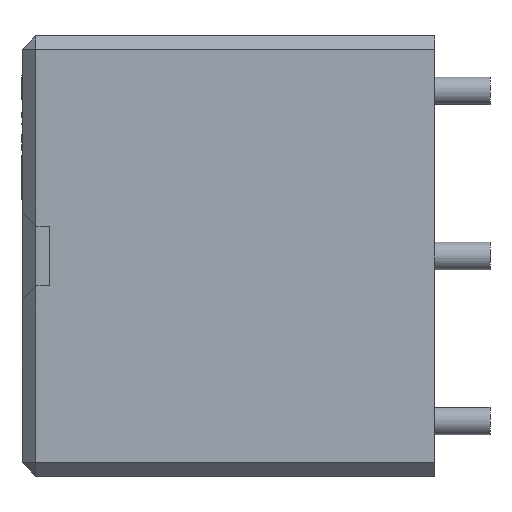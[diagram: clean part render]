
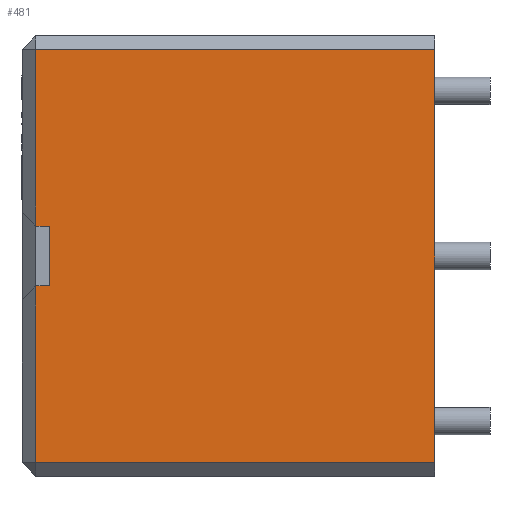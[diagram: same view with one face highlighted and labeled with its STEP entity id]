
A CAD part, left-side view. The second image highlights one B-rep face of the part: STEP entity #481.
In plain terms, the highlighted planar face has unit normal (-1, 0, 0).
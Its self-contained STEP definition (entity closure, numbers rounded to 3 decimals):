
#173 = VERTEX_POINT ( 'NONE', #1516 ) ;
#478 = ORIENTED_EDGE ( 'NONE', *, *, #548, .T. ) ;
#481 = ADVANCED_FACE ( 'NONE', ( #2871 ), #2664, .F. ) ;
#484 = EDGE_LOOP ( 'NONE', ( #478, #553, #552, #537, #545, #533, #539, #541 ) ) ;
#530 = EDGE_CURVE ( 'NONE', #532, #543, #2968, .T. ) ;
#532 = VERTEX_POINT ( 'NONE', #2982 ) ;
#533 = ORIENTED_EDGE ( 'NONE', *, *, #530, .T. ) ;
#534 = EDGE_CURVE ( 'NONE', #538, #543, #3008, .T. ) ;
#537 = ORIENTED_EDGE ( 'NONE', *, *, #775, .T. ) ;
#538 = VERTEX_POINT ( 'NONE', #3046 ) ;
#539 = ORIENTED_EDGE ( 'NONE', *, *, #534, .F. ) ;
#540 = EDGE_CURVE ( 'NONE', #546, #538, #3038, .T. ) ;
#541 = ORIENTED_EDGE ( 'NONE', *, *, #540, .F. ) ;
#543 = VERTEX_POINT ( 'NONE', #3039 ) ;
#544 = EDGE_CURVE ( 'NONE', #707, #532, #3045, .T. ) ;
#545 = ORIENTED_EDGE ( 'NONE', *, *, #544, .T. ) ;
#546 = VERTEX_POINT ( 'NONE', #3022 ) ;
#547 = EDGE_CURVE ( 'NONE', #549, #551, #3041, .T. ) ;
#548 = EDGE_CURVE ( 'NONE', #546, #549, #3089, .T. ) ;
#549 = VERTEX_POINT ( 'NONE', #3087 ) ;
#550 = EDGE_CURVE ( 'NONE', #551, #173, #3082, .T. ) ;
#551 = VERTEX_POINT ( 'NONE', #3080 ) ;
#552 = ORIENTED_EDGE ( 'NONE', *, *, #550, .T. ) ;
#553 = ORIENTED_EDGE ( 'NONE', *, *, #547, .T. ) ;
#707 = VERTEX_POINT ( 'NONE', #3546 ) ;
#775 = EDGE_CURVE ( 'NONE', #173, #707, #3713, .T. ) ;
#1516 = CARTESIAN_POINT ( 'NONE',  ( -5., 0., -13.5 ) ) ;
#2612 = CARTESIAN_POINT ( 'NONE',  ( -5., 15., 2. ) ) ;
#2619 = AXIS2_PLACEMENT_3D ( 'NONE', #2612, #2663, #2647 ) ;
#2647 = DIRECTION ( 'NONE',  ( 0., 0., -1. ) ) ;
#2663 = DIRECTION ( 'NONE',  ( 1., 0., 0. ) ) ;
#2664 = PLANE ( 'NONE',  #2619 ) ;
#2871 = FACE_OUTER_BOUND ( 'NONE', #484, .T. ) ;
#2968 = LINE ( 'NONE', #3013, #3012 ) ;
#2982 = CARTESIAN_POINT ( 'NONE',  ( -5., 14.5, 1.5 ) ) ;
#3005 = DIRECTION ( 'NONE',  ( 0., 1., 0. ) ) ;
#3006 = VECTOR ( 'NONE', #3005, 1000. ) ;
#3007 = CARTESIAN_POINT ( 'NONE',  ( -5., 14., -4.912 ) ) ;
#3008 = LINE ( 'NONE', #3007, #3006 ) ;
#3011 = DIRECTION ( 'NONE',  ( 0., 0., -1. ) ) ;
#3012 = VECTOR ( 'NONE', #3011, 1000. ) ;
#3013 = CARTESIAN_POINT ( 'NONE',  ( -5., 14.5, 2. ) ) ;
#3022 = CARTESIAN_POINT ( 'NONE',  ( -5., 14., -7.088 ) ) ;
#3029 = VECTOR ( 'NONE', #3090, 1000. ) ;
#3030 = CARTESIAN_POINT ( 'NONE',  ( -5., 14.5, 2. ) ) ;
#3032 = DIRECTION ( 'NONE',  ( 0., 1., 0. ) ) ;
#3033 = VECTOR ( 'NONE', #3032, 1000. ) ;
#3034 = CARTESIAN_POINT ( 'NONE',  ( -5., 15., 1.5 ) ) ;
#3035 = DIRECTION ( 'NONE',  ( 0., 0., 1. ) ) ;
#3036 = VECTOR ( 'NONE', #3035, 1000. ) ;
#3037 = CARTESIAN_POINT ( 'NONE',  ( -5., 14., -4.912 ) ) ;
#3038 = LINE ( 'NONE', #3037, #3036 ) ;
#3039 = CARTESIAN_POINT ( 'NONE',  ( -5., 14.5, -4.912 ) ) ;
#3041 = LINE ( 'NONE', #3030, #3029 ) ;
#3045 = LINE ( 'NONE', #3034, #3033 ) ;
#3046 = CARTESIAN_POINT ( 'NONE',  ( -5., 14., -4.912 ) ) ;
#3077 = DIRECTION ( 'NONE',  ( 0., -1., 0. ) ) ;
#3078 = VECTOR ( 'NONE', #3077, 1000. ) ;
#3079 = CARTESIAN_POINT ( 'NONE',  ( -5., 15., -13.5 ) ) ;
#3080 = CARTESIAN_POINT ( 'NONE',  ( -5., 14.5, -13.5 ) ) ;
#3082 = LINE ( 'NONE', #3079, #3078 ) ;
#3085 = DIRECTION ( 'NONE',  ( 0., 1., 0. ) ) ;
#3086 = VECTOR ( 'NONE', #3085, 1000. ) ;
#3087 = CARTESIAN_POINT ( 'NONE',  ( -5., 14.5, -7.088 ) ) ;
#3088 = CARTESIAN_POINT ( 'NONE',  ( -5., 14., -7.088 ) ) ;
#3089 = LINE ( 'NONE', #3088, #3086 ) ;
#3090 = DIRECTION ( 'NONE',  ( 0., 0., -1. ) ) ;
#3546 = CARTESIAN_POINT ( 'NONE',  ( -5., 0., 1.5 ) ) ;
#3713 = LINE ( 'NONE', #3754, #3753 ) ;
#3752 = DIRECTION ( 'NONE',  ( 0., 0., 1. ) ) ;
#3753 = VECTOR ( 'NONE', #3752, 1000. ) ;
#3754 = CARTESIAN_POINT ( 'NONE',  ( -5., 0., 2. ) ) ;
